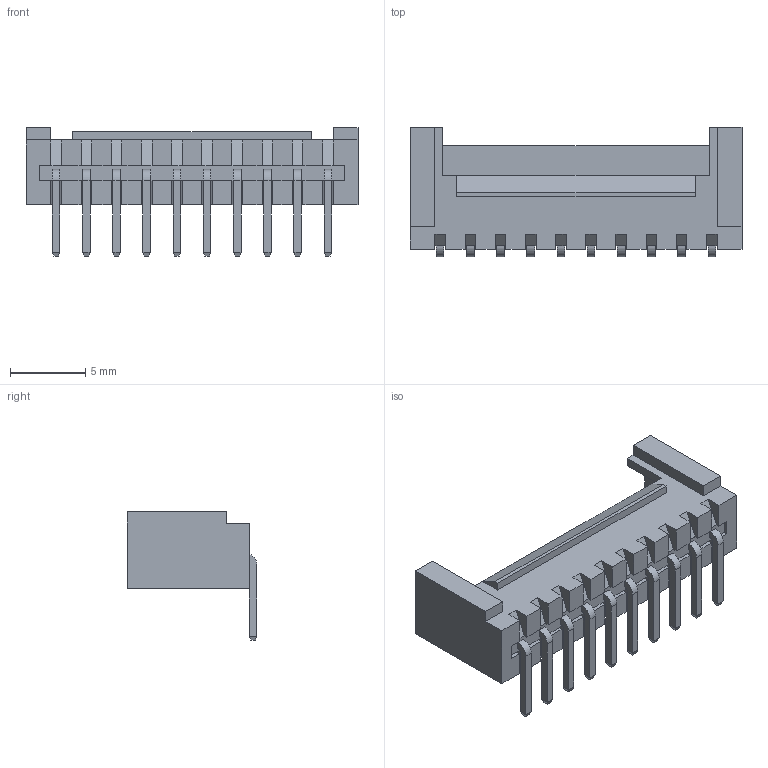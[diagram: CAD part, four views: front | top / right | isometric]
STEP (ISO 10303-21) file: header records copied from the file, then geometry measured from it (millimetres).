
FILE_DESCRIPTION((''),'2;1');
FILE_NAME('FWF20023-S08','2023-12-29T',('工程三'),(''),'PRO/ENGINEER BY PARAMETRIC TECHNOLOGY CORPORATION, 2010280','PRO/ENGINEER BY PARAMETRIC TECHNOLOGY CORPORATION, 2010280','');
FILE_SCHEMA(('CONFIG_CONTROL_DESIGN'));
Length unit declared in the file: millimetre
Products named in the file (1): FWF20023-S08
Bounding box: 22 x 8.6 x 8.5 mm (x, y, z)
Volume: 334.2 mm3; surface area: 1012.1 mm2
Topology: 1 solids, 1 shells, 337 faces, 823 edges, 508 vertices
Faces by surface type: plane 317, cylinder 20
Entity records: 9599 total; most frequent: CARTESIAN_POINT 1668, ORIENTED_EDGE 1646, DIRECTION 1537, EDGE_CURVE 823, VECTOR 783, LINE 783, VERTEX_POINT 508, AXIS2_PLACEMENT_3D 377
